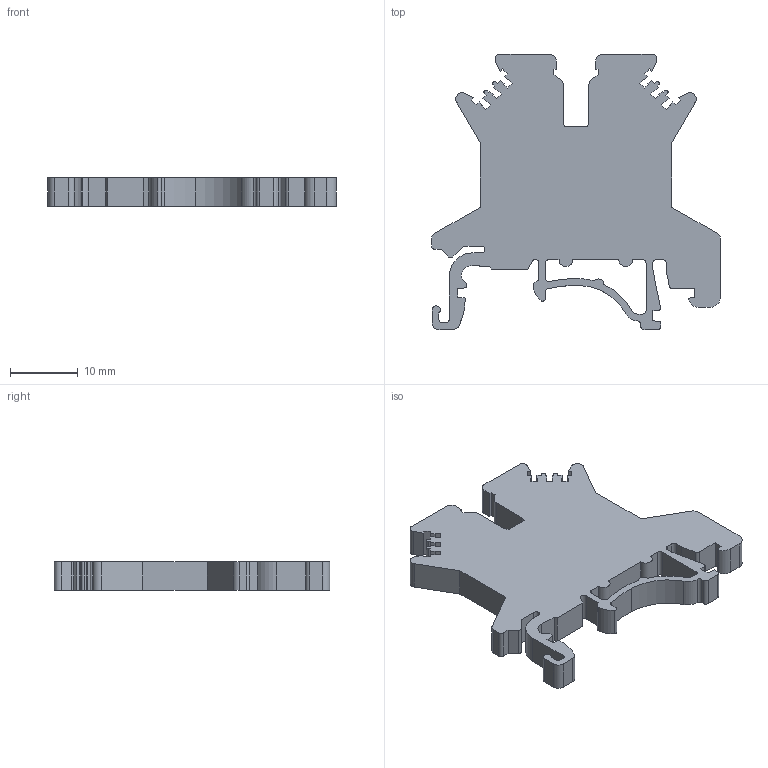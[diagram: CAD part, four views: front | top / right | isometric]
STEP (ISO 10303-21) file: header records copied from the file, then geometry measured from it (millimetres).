
FILE_DESCRIPTION((''),'2;1');
FILE_NAME('PRT0001','2021-03-25T',('Administrator'),(''),'PRO/ENGINEER BY PARAMETRIC TECHNOLOGY CORPORATION, 2013230','PRO/ENGINEER BY PARAMETRIC TECHNOLOGY CORPORATION, 2013230','');
FILE_SCHEMA(('CONFIG_CONTROL_DESIGN'));
Length unit declared in the file: millimetre
Products named in the file (1): PRT0001
Bounding box: 42.5 x 40.5 x 4.2 mm (x, y, z)
Volume: 4149.1 mm3; surface area: 3323.8 mm2
Topology: 1 solids, 1 shells, 200 faces, 594 edges, 396 vertices
Faces by surface type: plane 146, cylinder 54
Entity records: 6708 total; most frequent: CARTESIAN_POINT 1190, ORIENTED_EDGE 1188, DIRECTION 1102, EDGE_CURVE 594, VECTOR 486, LINE 486, VERTEX_POINT 396, AXIS2_PLACEMENT_3D 308
